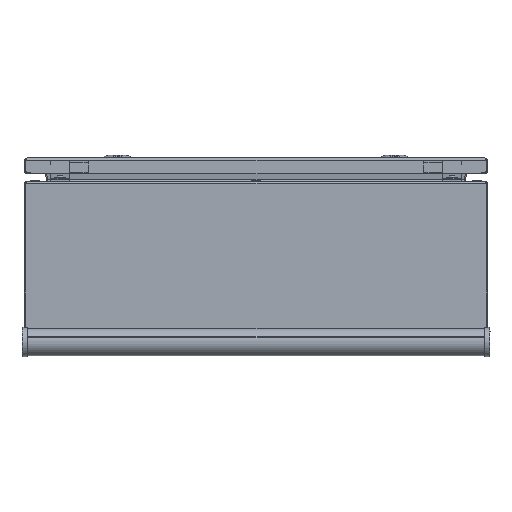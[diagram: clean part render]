
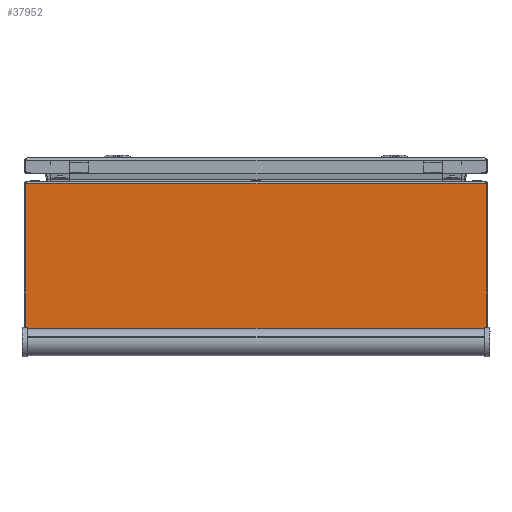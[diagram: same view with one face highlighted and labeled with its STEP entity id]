
A CAD part, left-side view. The second image highlights one B-rep face of the part: STEP entity #37952.
In plain terms, the highlighted planar face has unit normal (-1, 0, 0).
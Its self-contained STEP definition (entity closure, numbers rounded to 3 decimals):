
#166 = LINE ( 'NONE', #38549, #33114 ) ;
#515 = DIRECTION ( 'NONE',  ( 1., 0., 0. ) ) ;
#1478 = VERTEX_POINT ( 'NONE', #1565 ) ;
#1565 = CARTESIAN_POINT ( 'NONE',  ( -250., -248.743, 173. ) ) ;
#1891 = VERTEX_POINT ( 'NONE', #18612 ) ;
#1905 = VECTOR ( 'NONE', #38017, 1000. ) ;
#2709 = FACE_OUTER_BOUND ( 'NONE', #28307, .T. ) ;
#6044 = VERTEX_POINT ( 'NONE', #15547 ) ;
#7338 = PLANE ( 'NONE',  #43242 ) ;
#11170 = LINE ( 'NONE', #17567, #30010 ) ;
#11432 = DIRECTION ( 'NONE',  ( 0., 0., -1. ) ) ;
#12331 = EDGE_CURVE ( 'NONE', #41949, #1891, #22820, .T. ) ;
#13397 = EDGE_CURVE ( 'NONE', #6044, #41949, #42610, .T. ) ;
#13597 = ORIENTED_EDGE ( 'NONE', *, *, #13397, .F. ) ;
#14075 = CARTESIAN_POINT ( 'NONE',  ( -250., -2750., 175.5 ) ) ;
#14367 = CARTESIAN_POINT ( 'NONE',  ( -250., 248.743, 175.5 ) ) ;
#15547 = CARTESIAN_POINT ( 'NONE',  ( -250., -248.743, 2.5 ) ) ;
#17044 = EDGE_CURVE ( 'NONE', #1478, #6044, #11170, .T. ) ;
#17567 = CARTESIAN_POINT ( 'NONE',  ( -250., -248.743, 175.5 ) ) ;
#17998 = ORIENTED_EDGE ( 'NONE', *, *, #12331, .F. ) ;
#18612 = CARTESIAN_POINT ( 'NONE',  ( -250., 248.743, 173. ) ) ;
#18838 = DIRECTION ( 'NONE',  ( 0., 1., 0. ) ) ;
#22820 = LINE ( 'NONE', #14367, #1905 ) ;
#23470 = CARTESIAN_POINT ( 'NONE',  ( -250., -2750., 2.5 ) ) ;
#28307 = EDGE_LOOP ( 'NONE', ( #30485, #17998, #13597, #30209 ) ) ;
#30010 = VECTOR ( 'NONE', #11432, 1000. ) ;
#30209 = ORIENTED_EDGE ( 'NONE', *, *, #17044, .F. ) ;
#30485 = ORIENTED_EDGE ( 'NONE', *, *, #31214, .T. ) ;
#31214 = EDGE_CURVE ( 'NONE', #1478, #1891, #166, .T. ) ;
#33114 = VECTOR ( 'NONE', #18838, 1000. ) ;
#33706 = VECTOR ( 'NONE', #40111, 1000. ) ;
#34569 = CARTESIAN_POINT ( 'NONE',  ( -250., 248.743, 2.5 ) ) ;
#37952 = ADVANCED_FACE ( 'NONE', ( #2709 ), #7338, .F. ) ;
#38017 = DIRECTION ( 'NONE',  ( 0., 0., 1. ) ) ;
#38549 = CARTESIAN_POINT ( 'NONE',  ( -250., -248.743, 173. ) ) ;
#40111 = DIRECTION ( 'NONE',  ( 0., 1., 0. ) ) ;
#40961 = DIRECTION ( 'NONE',  ( 0., 1., 0. ) ) ;
#41949 = VERTEX_POINT ( 'NONE', #34569 ) ;
#42610 = LINE ( 'NONE', #23470, #33706 ) ;
#43242 = AXIS2_PLACEMENT_3D ( 'NONE', #14075, #515, #40961 ) ;
